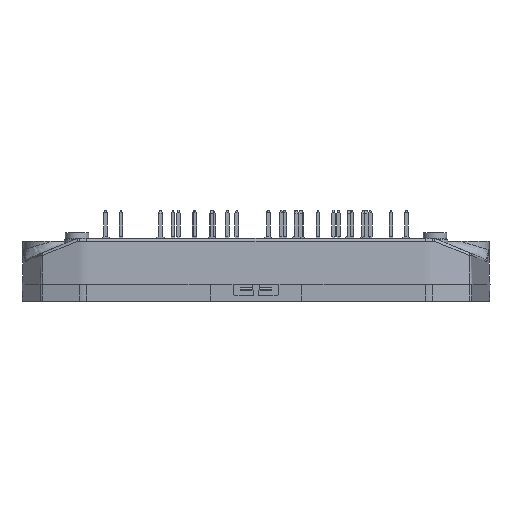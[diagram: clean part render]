
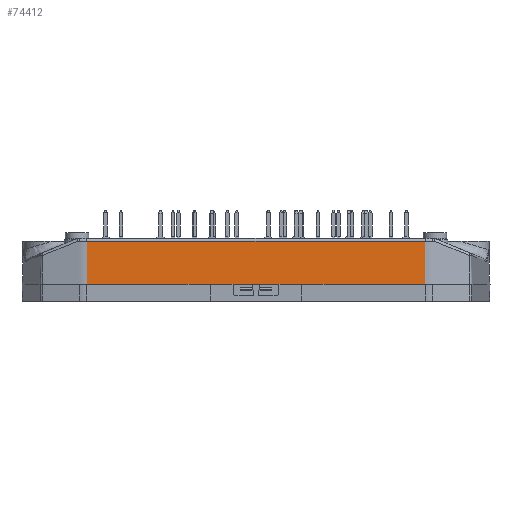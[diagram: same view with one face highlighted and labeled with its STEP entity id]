
A CAD part, front view. The second image highlights one B-rep face of the part: STEP entity #74412.
In plain terms, the highlighted planar face has unit normal (0, -1, 0.026).
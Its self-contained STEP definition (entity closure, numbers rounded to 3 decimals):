
#9326=ORIENTED_EDGE('',*,*,#23846,.F.);
#9327=ORIENTED_EDGE('',*,*,#23847,.T.);
#9328=ORIENTED_EDGE('',*,*,#23528,.F.);
#9329=ORIENTED_EDGE('',*,*,#23848,.F.);
#9330=ORIENTED_EDGE('',*,*,#23849,.T.);
#9331=ORIENTED_EDGE('',*,*,#23850,.T.);
#9332=ORIENTED_EDGE('',*,*,#23833,.T.);
#9333=ORIENTED_EDGE('',*,*,#23851,.F.);
#9334=ORIENTED_EDGE('',*,*,#23827,.T.);
#9335=ORIENTED_EDGE('',*,*,#23378,.F.);
#9336=ORIENTED_EDGE('',*,*,#23820,.F.);
#9337=ORIENTED_EDGE('',*,*,#23515,.F.);
#23378=EDGE_CURVE('',#30827,#30828,#35649,.T.);
#23515=EDGE_CURVE('',#30954,#30955,#35727,.T.);
#23528=EDGE_CURVE('',#30964,#30965,#35735,.T.);
#23820=EDGE_CURVE('',#30955,#30827,#35883,.T.);
#23827=EDGE_CURVE('',#31153,#30828,#35887,.T.);
#23833=EDGE_CURVE('',#31158,#31157,#35890,.T.);
#23846=EDGE_CURVE('',#31169,#30954,#35898,.T.);
#23847=EDGE_CURVE('',#31169,#30965,#35899,.F.);
#23848=EDGE_CURVE('',#31170,#30964,#35900,.F.);
#23849=EDGE_CURVE('',#31170,#31171,#35901,.T.);
#23850=EDGE_CURVE('',#31171,#31158,#35902,.T.);
#23851=EDGE_CURVE('',#31153,#31157,#35903,.T.);
#30827=VERTEX_POINT('',#103223);
#30828=VERTEX_POINT('',#103225);
#30954=VERTEX_POINT('',#103561);
#30955=VERTEX_POINT('',#103563);
#30964=VERTEX_POINT('',#103596);
#30965=VERTEX_POINT('',#103597);
#31153=VERTEX_POINT('',#104748);
#31157=VERTEX_POINT('',#104757);
#31158=VERTEX_POINT('',#104759);
#31169=VERTEX_POINT('',#104868);
#31170=VERTEX_POINT('',#104871);
#31171=VERTEX_POINT('',#104873);
#35649=LINE('',#103224,#40473);
#35727=LINE('',#103562,#40551);
#35735=LINE('',#103595,#40559);
#35883=LINE('',#104735,#40707);
#35887=LINE('',#104747,#40711);
#35890=LINE('',#104758,#40714);
#35898=LINE('',#104867,#40722);
#35899=LINE('',#104869,#40723);
#35900=LINE('',#104870,#40724);
#35901=LINE('',#104872,#40725);
#35902=LINE('',#104874,#40726);
#35903=LINE('',#104875,#40727);
#40473=VECTOR('',#86036,1000.);
#40551=VECTOR('',#86228,1000.);
#40559=VECTOR('',#86252,1000.);
#40707=VECTOR('',#86750,1000.);
#40711=VECTOR('',#86760,1000.);
#40714=VECTOR('',#86769,1000.);
#40722=VECTOR('',#86781,1000.);
#40723=VECTOR('',#86782,1000.);
#40724=VECTOR('',#86783,1000.);
#40725=VECTOR('',#86784,1000.);
#40726=VECTOR('',#86785,1000.);
#40727=VECTOR('',#86786,1000.);
#45465=EDGE_LOOP('',(#9326,#9327,#9328,#9329,#9330,#9331,#9332,#9333,#9334,
#9335,#9336,#9337));
#48669=FACE_BOUND('',#45465,.T.);
#51205=PLANE('',#78411);
#74412=ADVANCED_FACE('',(#48669),#51205,.T.);
#78411=AXIS2_PLACEMENT_3D('',#104866,#86779,#86780);
#86036=DIRECTION('',(-1.,0.,0.));
#86228=DIRECTION('',(-1.,0.,0.));
#86252=DIRECTION('',(1.,0.,0.));
#86750=DIRECTION('',(-1.,0.,0.));
#86760=DIRECTION('',(1.,0.,0.));
#86769=DIRECTION('',(1.,0.,0.));
#86779=DIRECTION('',(0.,-1.,0.026));
#86780=DIRECTION('',(0.,0.026,1.));
#86781=DIRECTION('',(-1.,0.,0.));
#86782=DIRECTION('',(0.006,-0.026,-1.));
#86783=DIRECTION('',(-0.006,-0.026,-1.));
#86784=DIRECTION('',(1.,0.,0.));
#86785=DIRECTION('',(1.,0.,0.));
#86786=DIRECTION('',(-1.,0.,0.));
#103223=CARTESIAN_POINT('',(4.,-30.776,2.02));
#103224=CARTESIAN_POINT('',(-17.961,-30.776,2.02));
#103225=CARTESIAN_POINT('',(0.827,-30.776,2.02));
#103561=CARTESIAN_POINT('',(29.513,-30.776,2.02));
#103562=CARTESIAN_POINT('',(17.961,-30.776,2.02));
#103563=CARTESIAN_POINT('',(8.,-30.776,2.02));
#103595=CARTESIAN_POINT('',(27.533,-30.58,9.533));
#103596=CARTESIAN_POINT('',(-29.469,-30.58,9.533));
#103597=CARTESIAN_POINT('',(29.469,-30.58,9.533));
#104735=CARTESIAN_POINT('',(17.961,-30.776,2.02));
#104747=CARTESIAN_POINT('',(-0.65,-30.776,2.02));
#104748=CARTESIAN_POINT('',(-0.827,-30.776,2.02));
#104757=CARTESIAN_POINT('',(-4.,-30.776,2.02));
#104758=CARTESIAN_POINT('',(-17.961,-30.776,2.02));
#104759=CARTESIAN_POINT('',(-8.,-30.776,2.02));
#104866=CARTESIAN_POINT('',(17.961,-30.776,2.02));
#104867=CARTESIAN_POINT('',(17.961,-30.776,2.02));
#104868=CARTESIAN_POINT('',(29.513,-30.776,2.02));
#104869=CARTESIAN_POINT('',(29.512,-30.775,2.087));
#104870=CARTESIAN_POINT('',(-29.512,-30.775,2.087));
#104871=CARTESIAN_POINT('',(-29.513,-30.776,2.02));
#104872=CARTESIAN_POINT('',(-17.961,-30.776,2.02));
#104873=CARTESIAN_POINT('',(-29.513,-30.776,2.02));
#104874=CARTESIAN_POINT('',(-17.961,-30.776,2.02));
#104875=CARTESIAN_POINT('',(-17.961,-30.776,2.02));
